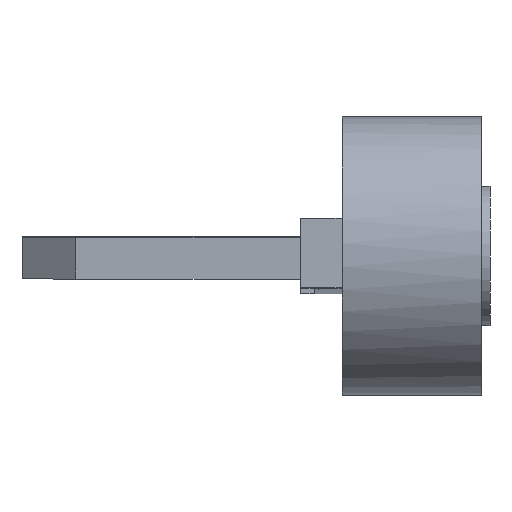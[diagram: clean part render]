
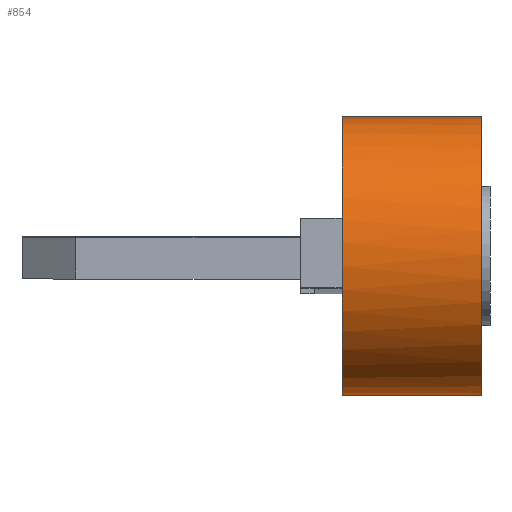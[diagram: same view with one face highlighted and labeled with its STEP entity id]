
A CAD part, left-side view. The second image highlights one B-rep face of the part: STEP entity #854.
In plain terms, the highlighted cylindrical face has radius 80 mm (diameter 160 mm), a partial arc.
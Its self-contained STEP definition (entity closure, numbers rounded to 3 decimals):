
#36 = ORIENTED_EDGE ( 'NONE', *, *, #537, .T. ) ;
#74 = ORIENTED_EDGE ( 'NONE', *, *, #161, .T. ) ;
#86 = FACE_OUTER_BOUND ( 'NONE', #914, .T. ) ;
#93 = VECTOR ( 'NONE', #423, 1000. ) ;
#161 = EDGE_CURVE ( 'NONE', #295, #1976, #670, .T. ) ;
#192 = AXIS2_PLACEMENT_3D ( 'NONE', #1370, #1238, #874 ) ;
#211 = DIRECTION ( 'NONE',  ( 0., -1., 0. ) ) ;
#216 = DIRECTION ( 'NONE',  ( -0.008, 0., -1. ) ) ;
#218 = AXIS2_PLACEMENT_3D ( 'NONE', #1667, #1363, #216 ) ;
#227 = VERTEX_POINT ( 'NONE', #1802 ) ;
#253 = VERTEX_POINT ( 'NONE', #1327 ) ;
#280 = CARTESIAN_POINT ( 'NONE',  ( -181.482, 68.464, -154.017 ) ) ;
#295 = VERTEX_POINT ( 'NONE', #1893 ) ;
#322 = EDGE_CURVE ( 'NONE', #1976, #773, #1018, .T. ) ;
#423 = DIRECTION ( 'NONE',  ( 0., 1., 0. ) ) ;
#437 = CYLINDRICAL_SURFACE ( 'NONE', #1086, 80. ) ;
#515 = ORIENTED_EDGE ( 'NONE', *, *, #2090, .F. ) ;
#537 = EDGE_CURVE ( 'NONE', #786, #295, #1058, .T. ) ;
#633 = CARTESIAN_POINT ( 'NONE',  ( -104.817, -11.536, -254.628 ) ) ;
#643 = EDGE_CURVE ( 'NONE', #253, #227, #1895, .T. ) ;
#660 = DIRECTION ( 'NONE',  ( -0.008, 0., -1. ) ) ;
#670 = CIRCLE ( 'NONE', #1838, 80. ) ;
#708 = AXIS2_PLACEMENT_3D ( 'NONE', #1619, #986, #660 ) ;
#773 = VERTEX_POINT ( 'NONE', #1839 ) ;
#786 = VERTEX_POINT ( 'NONE', #1507 ) ;
#854 = ADVANCED_FACE ( 'NONE', ( #86 ), #437, .T. ) ;
#874 = DIRECTION ( 'NONE',  ( -0.008, 0., -1. ) ) ;
#900 = DIRECTION ( 'NONE',  ( 0.008, 0., 1. ) ) ;
#914 = EDGE_LOOP ( 'NONE', ( #1236, #515, #36, #74, #1199, #1375 ) ) ;
#937 = EDGE_CURVE ( 'NONE', #773, #227, #1844, .T. ) ;
#986 = DIRECTION ( 'NONE',  ( 0., -1., 0. ) ) ;
#1018 = CIRCLE ( 'NONE', #192, 80. ) ;
#1035 = CARTESIAN_POINT ( 'NONE',  ( -104.183, -11.536, -174.63 ) ) ;
#1058 = LINE ( 'NONE', #1569, #1366 ) ;
#1086 = AXIS2_PLACEMENT_3D ( 'NONE', #1035, #1100, #900 ) ;
#1100 = DIRECTION ( 'NONE',  ( 0., 1., 0. ) ) ;
#1175 = CARTESIAN_POINT ( 'NONE',  ( -104.183, 68.464, -174.63 ) ) ;
#1199 = ORIENTED_EDGE ( 'NONE', *, *, #322, .T. ) ;
#1236 = ORIENTED_EDGE ( 'NONE', *, *, #643, .F. ) ;
#1238 = DIRECTION ( 'NONE',  ( 0., -1., 0. ) ) ;
#1327 = CARTESIAN_POINT ( 'NONE',  ( -104.817, -11.536, -254.628 ) ) ;
#1363 = DIRECTION ( 'NONE',  ( 0., -1., 0. ) ) ;
#1366 = VECTOR ( 'NONE', #1875, 1000. ) ;
#1370 = CARTESIAN_POINT ( 'NONE',  ( -104.183, 68.464, -174.63 ) ) ;
#1375 = ORIENTED_EDGE ( 'NONE', *, *, #937, .T. ) ;
#1476 = DIRECTION ( 'NONE',  ( -0.008, 0., -1. ) ) ;
#1507 = CARTESIAN_POINT ( 'NONE',  ( -103.55, -11.536, -94.633 ) ) ;
#1569 = CARTESIAN_POINT ( 'NONE',  ( -103.55, -11.536, -94.633 ) ) ;
#1619 = CARTESIAN_POINT ( 'NONE',  ( -104.183, 68.464, -174.63 ) ) ;
#1667 = CARTESIAN_POINT ( 'NONE',  ( -104.183, -11.536, -174.63 ) ) ;
#1802 = CARTESIAN_POINT ( 'NONE',  ( -104.817, 68.464, -254.628 ) ) ;
#1838 = AXIS2_PLACEMENT_3D ( 'NONE', #1175, #211, #1476 ) ;
#1839 = CARTESIAN_POINT ( 'NONE',  ( -181.799, 68.464, -194.016 ) ) ;
#1844 = CIRCLE ( 'NONE', #708, 80. ) ;
#1875 = DIRECTION ( 'NONE',  ( 0., 1., 0. ) ) ;
#1893 = CARTESIAN_POINT ( 'NONE',  ( -103.55, 68.464, -94.633 ) ) ;
#1895 = LINE ( 'NONE', #633, #93 ) ;
#1976 = VERTEX_POINT ( 'NONE', #280 ) ;
#2041 = CIRCLE ( 'NONE', #218, 80. ) ;
#2090 = EDGE_CURVE ( 'NONE', #786, #253, #2041, .T. ) ;
